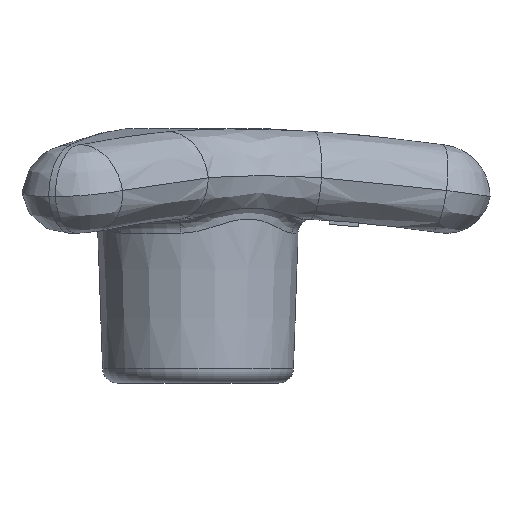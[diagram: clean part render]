
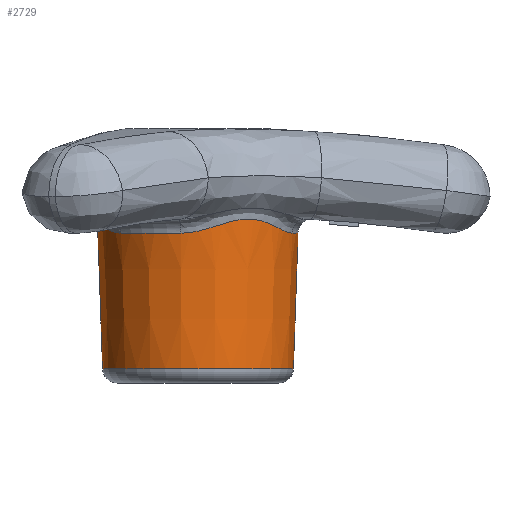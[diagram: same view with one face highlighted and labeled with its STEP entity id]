
A CAD part, front view. The second image highlights one B-rep face of the part: STEP entity #2729.
In plain terms, the highlighted conical face has half-angle 2 degrees and reference radius 13 mm.
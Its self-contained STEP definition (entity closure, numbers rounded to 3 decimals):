
#78=B_SPLINE_CURVE_WITH_KNOTS('',3,(#7213,#7214,#7215,#7216,#7217,#7218,
#7219,#7220,#7221),.UNSPECIFIED.,.F.,.F.,(4,1,1,1,1,1,4),(0.,0.005,
0.007,0.01,0.012,0.015,
0.019),.UNSPECIFIED.);
#80=B_SPLINE_CURVE_WITH_KNOTS('',3,(#7263,#7264,#7265,#7266,#7267,#7268,
#7269,#7270,#7271),.UNSPECIFIED.,.F.,.F.,(4,1,1,1,1,1,4),(0.,0.005,
0.007,0.01,0.012,0.015,
0.019),.UNSPECIFIED.);
#83=B_SPLINE_CURVE_WITH_KNOTS('',3,(#7319,#7320,#7321,#7322,#7323,#7324,
#7325,#7326,#7327),.UNSPECIFIED.,.F.,.F.,(4,1,1,1,1,1,4),(0.,0.005,
0.007,0.01,0.012,0.015,
0.019),.UNSPECIFIED.);
#878=ORIENTED_EDGE('',*,*,#1175,.T.);
#879=ORIENTED_EDGE('',*,*,#1174,.T.);
#880=ORIENTED_EDGE('',*,*,#1171,.T.);
#881=ORIENTED_EDGE('',*,*,#1169,.T.);
#882=ORIENTED_EDGE('',*,*,#1168,.T.);
#883=ORIENTED_EDGE('',*,*,#1166,.T.);
#884=ORIENTED_EDGE('',*,*,#1176,.T.);
#1166=EDGE_CURVE('',#1359,#1360,#1522,.T.);
#1168=EDGE_CURVE('',#1361,#1359,#78,.T.);
#1169=EDGE_CURVE('',#1362,#1361,#1523,.T.);
#1171=EDGE_CURVE('',#1363,#1362,#80,.T.);
#1174=EDGE_CURVE('',#1364,#1363,#1524,.T.);
#1175=EDGE_CURVE('',#1360,#1364,#83,.T.);
#1176=EDGE_CURVE('',#1365,#1365,#1525,.F.);
#1359=VERTEX_POINT('',#7166);
#1360=VERTEX_POINT('',#7172);
#1361=VERTEX_POINT('',#7212);
#1362=VERTEX_POINT('',#7224);
#1363=VERTEX_POINT('',#7272);
#1364=VERTEX_POINT('',#7284);
#1365=VERTEX_POINT('',#7330);
#1522=CIRCLE('',#2969,13.717);
#1523=CIRCLE('',#2971,13.717);
#1524=CIRCLE('',#2973,13.717);
#1525=CIRCLE('',#2975,13.067);
#1655=EDGE_LOOP('',(#878,#879,#880,#881,#882,#883));
#1656=EDGE_LOOP('',(#884));
#1789=FACE_BOUND('',#1655,.T.);
#1790=FACE_BOUND('',#1656,.T.);
#1799=CONICAL_SURFACE('',#2974,13.,0.035);
#2729=ADVANCED_FACE('',(#1789,#1790),#1799,.T.);
#2969=AXIS2_PLACEMENT_3D('',#7173,#3495,#3496);
#2971=AXIS2_PLACEMENT_3D('',#7223,#3499,#3500);
#2973=AXIS2_PLACEMENT_3D('',#7285,#3503,#3504);
#2974=AXIS2_PLACEMENT_3D('',#7328,#3505,#3506);
#2975=AXIS2_PLACEMENT_3D('',#7329,#3507,#3508);
#3495=DIRECTION('',(0.,0.,-1.));
#3496=DIRECTION('',(-1.,0.,0.));
#3499=DIRECTION('',(0.,0.,-1.));
#3500=DIRECTION('',(-1.,0.,0.));
#3503=DIRECTION('',(0.,0.,-1.));
#3504=DIRECTION('',(-1.,0.,0.));
#3505=DIRECTION('',(0.,0.,1.));
#3506=DIRECTION('',(1.,0.,0.));
#3507=DIRECTION('',(0.,0.,-1.));
#3508=DIRECTION('',(-1.,0.,0.));
#7166=CARTESIAN_POINT('',(-10.539,8.779,20.523));
#7172=CARTESIAN_POINT('',(-2.334,13.517,20.523));
#7173=CARTESIAN_POINT('',(0.,0.,20.523));
#7212=CARTESIAN_POINT('',(-10.539,-8.779,20.523));
#7213=CARTESIAN_POINT('',(-10.539,-8.779,20.523));
#7214=CARTESIAN_POINT('',(-11.596,-7.51,20.523));
#7215=CARTESIAN_POINT('',(-12.783,-5.433,21.239));
#7216=CARTESIAN_POINT('',(-13.623,-2.464,22.219));
#7217=CARTESIAN_POINT('',(-13.864,-0.008,22.584));
#7218=CARTESIAN_POINT('',(-13.629,2.439,22.226));
#7219=CARTESIAN_POINT('',(-12.784,5.437,21.239));
#7220=CARTESIAN_POINT('',(-11.601,7.505,20.523));
#7221=CARTESIAN_POINT('',(-10.539,8.779,20.523));
#7223=CARTESIAN_POINT('',(0.,0.,20.523));
#7224=CARTESIAN_POINT('',(-2.334,-13.517,20.523));
#7263=CARTESIAN_POINT('',(12.873,-4.737,20.523));
#7264=CARTESIAN_POINT('',(12.302,-6.288,20.523));
#7265=CARTESIAN_POINT('',(11.097,-8.354,21.239));
#7266=CARTESIAN_POINT('',(8.945,-10.566,22.219));
#7267=CARTESIAN_POINT('',(6.939,-12.002,22.584));
#7268=CARTESIAN_POINT('',(4.702,-13.022,22.226));
#7269=CARTESIAN_POINT('',(1.683,-13.79,21.239));
#7270=CARTESIAN_POINT('',(-0.699,-13.799,20.523));
#7271=CARTESIAN_POINT('',(-2.334,-13.517,20.523));
#7272=CARTESIAN_POINT('',(12.873,-4.737,20.523));
#7284=CARTESIAN_POINT('',(12.873,4.737,20.523));
#7285=CARTESIAN_POINT('',(0.,0.,20.523));
#7319=CARTESIAN_POINT('',(-2.334,13.517,20.523));
#7320=CARTESIAN_POINT('',(-0.704,13.798,20.523));
#7321=CARTESIAN_POINT('',(1.684,13.787,21.238));
#7322=CARTESIAN_POINT('',(4.677,13.031,22.219));
#7323=CARTESIAN_POINT('',(6.923,12.011,22.584));
#7324=CARTESIAN_POINT('',(8.926,10.584,22.226));
#7325=CARTESIAN_POINT('',(11.1,8.353,21.239));
#7326=CARTESIAN_POINT('',(12.3,6.295,20.523));
#7327=CARTESIAN_POINT('',(12.873,4.737,20.523));
#7328=CARTESIAN_POINT('',(0.,0.,0.));
#7329=CARTESIAN_POINT('',(0.,0.,1.93));
#7330=CARTESIAN_POINT('',(-13.067,0.,1.93));
